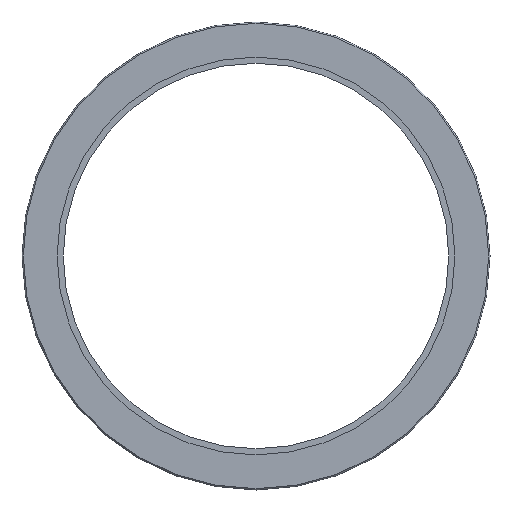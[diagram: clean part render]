
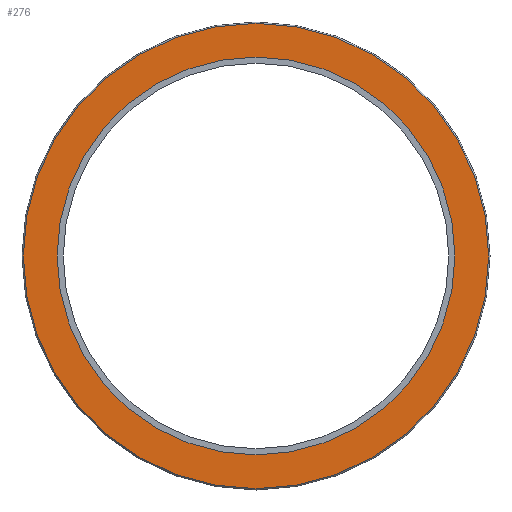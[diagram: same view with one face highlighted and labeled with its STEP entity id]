
A CAD part, left-side view. The second image highlights one B-rep face of the part: STEP entity #276.
In plain terms, the highlighted planar face has unit normal (-1, 0, 0).
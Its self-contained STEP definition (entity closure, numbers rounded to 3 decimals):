
#16=FACE_BOUND('',#54,.T.);
#22=PLANE('',#317);
#37=FACE_OUTER_BOUND('',#53,.T.);
#53=EDGE_LOOP('',(#203));
#54=EDGE_LOOP('',(#204,#205));
#91=CIRCLE('',#311,89.5);
#96=CIRCLE('',#318,76.5);
#97=CIRCLE('',#319,76.5);
#122=VERTEX_POINT('',#464);
#127=VERTEX_POINT('',#478);
#128=VERTEX_POINT('',#479);
#152=EDGE_CURVE('',#122,#122,#91,.T.);
#159=EDGE_CURVE('',#127,#128,#96,.T.);
#160=EDGE_CURVE('',#128,#127,#97,.T.);
#203=ORIENTED_EDGE('',*,*,#152,.F.);
#204=ORIENTED_EDGE('',*,*,#159,.F.);
#205=ORIENTED_EDGE('',*,*,#160,.F.);
#276=ADVANCED_FACE('',(#37,#16),#22,.T.);
#311=AXIS2_PLACEMENT_3D('',#465,#361,#362);
#317=AXIS2_PLACEMENT_3D('',#477,#375,#376);
#318=AXIS2_PLACEMENT_3D('',#480,#377,#378);
#319=AXIS2_PLACEMENT_3D('',#481,#379,#380);
#361=DIRECTION('center_axis',(1.,0.,0.));
#362=DIRECTION('ref_axis',(0.,0.,-1.));
#375=DIRECTION('center_axis',(-1.,0.,0.));
#376=DIRECTION('ref_axis',(0.,0.,1.));
#377=DIRECTION('center_axis',(-1.,0.,0.));
#378=DIRECTION('ref_axis',(0.,0.,1.));
#379=DIRECTION('center_axis',(-1.,0.,0.));
#380=DIRECTION('ref_axis',(0.,0.,1.));
#464=CARTESIAN_POINT('',(-12.,0.,89.5));
#465=CARTESIAN_POINT('Origin',(-12.,0.,0.));
#477=CARTESIAN_POINT('Origin',(-12.,0.,76.5));
#478=CARTESIAN_POINT('',(-12.,0.,76.5));
#479=CARTESIAN_POINT('',(-12.,0.,-76.5));
#480=CARTESIAN_POINT('Origin',(-12.,0.,0.));
#481=CARTESIAN_POINT('Origin',(-12.,0.,0.));
